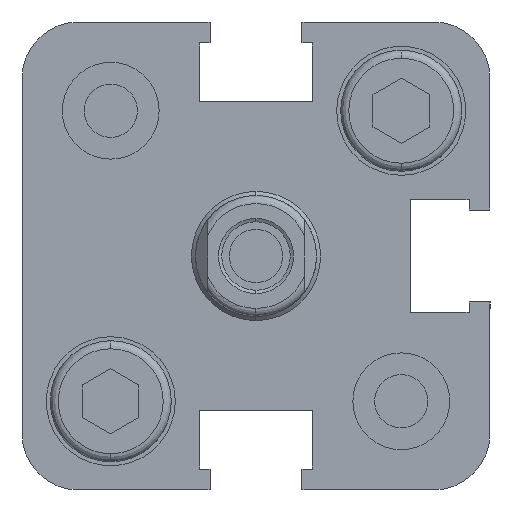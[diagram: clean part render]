
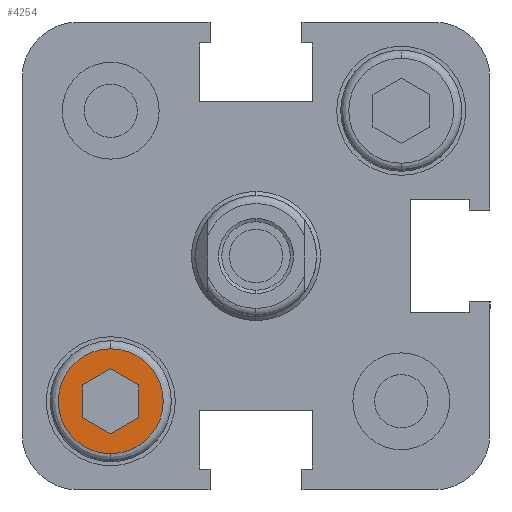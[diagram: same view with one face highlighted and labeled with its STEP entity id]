
A CAD part, left-side view. The second image highlights one B-rep face of the part: STEP entity #4254.
In plain terms, the highlighted planar face has unit normal (-1, 0, 0).
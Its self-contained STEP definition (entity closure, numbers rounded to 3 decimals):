
#93 = ORIENTED_EDGE ( 'NONE', *, *, #4370, .T. ) ;
#94 = ORIENTED_EDGE ( 'NONE', *, *, #4960, .T. ) ;
#95 = ORIENTED_EDGE ( 'NONE', *, *, #1022, .F. ) ;
#96 = ORIENTED_EDGE ( 'NONE', *, *, #1004, .F. ) ;
#97 = ORIENTED_EDGE ( 'NONE', *, *, #4403, .F. ) ;
#98 = ORIENTED_EDGE ( 'NONE', *, *, #981, .F. ) ;
#99 = ORIENTED_EDGE ( 'NONE', *, *, #928, .F. ) ;
#100 = ORIENTED_EDGE ( 'NONE', *, *, #956, .F. ) ;
#212 = EDGE_LOOP ( 'NONE', ( #95, #96, #97, #98, #99, #100 ) ) ;
#288 = EDGE_LOOP ( 'NONE', ( #93, #94 ) ) ;
#928 = EDGE_CURVE ( 'NONE', #1437, #1104, #1395, .T. ) ;
#956 = EDGE_CURVE ( 'NONE', #3863, #1437, #1450, .T. ) ;
#981 = EDGE_CURVE ( 'NONE', #1104, #3880, #1496, .T. ) ;
#1004 = EDGE_CURVE ( 'NONE', #1453, #3891, #1545, .T. ) ;
#1022 = EDGE_CURVE ( 'NONE', #3891, #3863, #1585, .T. ) ;
#1104 = VERTEX_POINT ( 'NONE', #2786 ) ;
#1389 = VECTOR ( 'NONE', #2410, 1000. ) ;
#1395 = LINE ( 'NONE', #2404, #1389 ) ;
#1437 = VERTEX_POINT ( 'NONE', #2836 ) ;
#1450 = LINE ( 'NONE', #2475, #1451 ) ;
#1451 = VECTOR ( 'NONE', #2476, 1000. ) ;
#1453 = VERTEX_POINT ( 'NONE', #2849 ) ;
#1496 = LINE ( 'NONE', #2524, #1502 ) ;
#1502 = VECTOR ( 'NONE', #2527, 1000. ) ;
#1545 = LINE ( 'NONE', #2586, #1547 ) ;
#1547 = VECTOR ( 'NONE', #2587, 1000. ) ;
#1582 = VECTOR ( 'NONE', #2634, 1000. ) ;
#1585 = LINE ( 'NONE', #2628, #1582 ) ;
#1943 = FACE_BOUND ( 'NONE', #212, .T. ) ;
#1972 = FACE_OUTER_BOUND ( 'NONE', #288, .T. ) ;
#2159 = CIRCLE ( 'NONE', #4768, 3.25 ) ;
#2210 = LINE ( 'NONE', #5415, #2211 ) ;
#2211 = VECTOR ( 'NONE', #5416, 1000. ) ;
#2404 = CARTESIAN_POINT ( 'NONE',  ( 0.5, 9., -11.021 ) ) ;
#2410 = DIRECTION ( 'NONE',  ( 0., -0.866, 0.5 ) ) ;
#2475 = CARTESIAN_POINT ( 'NONE',  ( 0.5, 10.75, -10.01 ) ) ;
#2476 = DIRECTION ( 'NONE',  ( 0., -0.866, -0.5 ) ) ;
#2524 = CARTESIAN_POINT ( 'NONE',  ( 0.5, 7.25, -10.01 ) ) ;
#2527 = DIRECTION ( 'NONE',  ( 0., 0., 1. ) ) ;
#2586 = CARTESIAN_POINT ( 'NONE',  ( 0.5, 9., -6.979 ) ) ;
#2587 = DIRECTION ( 'NONE',  ( 0., 0.866, -0.5 ) ) ;
#2628 = CARTESIAN_POINT ( 'NONE',  ( 0.5, 10.75, -7.99 ) ) ;
#2634 = DIRECTION ( 'NONE',  ( 0., 0., -1. ) ) ;
#2786 = CARTESIAN_POINT ( 'NONE',  ( 0.5, 7.25, -10.01 ) ) ;
#2836 = CARTESIAN_POINT ( 'NONE',  ( 0.5, 9., -11.021 ) ) ;
#2849 = CARTESIAN_POINT ( 'NONE',  ( 0.5, 9., -6.979 ) ) ;
#2911 = CARTESIAN_POINT ( 'NONE',  ( 0.5, 9., -12.25 ) ) ;
#2931 = CARTESIAN_POINT ( 'NONE',  ( 0.5, 10.75, -10.01 ) ) ;
#2948 = CARTESIAN_POINT ( 'NONE',  ( 0.5, 7.25, -7.99 ) ) ;
#2949 = CARTESIAN_POINT ( 'NONE',  ( 0.5, 9., -5.75 ) ) ;
#2959 = CARTESIAN_POINT ( 'NONE',  ( 0.5, 10.75, -7.99 ) ) ;
#3714 = CIRCLE ( 'NONE', #4806, 3.25 ) ;
#3842 = VERTEX_POINT ( 'NONE', #2911 ) ;
#3863 = VERTEX_POINT ( 'NONE', #2931 ) ;
#3880 = VERTEX_POINT ( 'NONE', #2948 ) ;
#3881 = VERTEX_POINT ( 'NONE', #2949 ) ;
#3891 = VERTEX_POINT ( 'NONE', #2959 ) ;
#4254 = ADVANCED_FACE ( 'NONE', ( #1972, #1943 ), #5004, .T. ) ;
#4370 = EDGE_CURVE ( 'NONE', #3881, #3842, #2159, .T. ) ;
#4403 = EDGE_CURVE ( 'NONE', #3880, #1453, #2210, .T. ) ;
#4706 = AXIS2_PLACEMENT_3D ( 'NONE', #4996, #5005, #5006 ) ;
#4768 = AXIS2_PLACEMENT_3D ( 'NONE', #5327, #5336, #5337 ) ;
#4806 = AXIS2_PLACEMENT_3D ( 'NONE', #5701, #5709, #5710 ) ;
#4960 = EDGE_CURVE ( 'NONE', #3842, #3881, #3714, .T. ) ;
#4996 = CARTESIAN_POINT ( 'NONE',  ( 0.5, 9., -9. ) ) ;
#5004 = PLANE ( 'NONE',  #4706 ) ;
#5005 = DIRECTION ( 'NONE',  ( -1., 0., 0. ) ) ;
#5006 = DIRECTION ( 'NONE',  ( 0., 0., 1. ) ) ;
#5327 = CARTESIAN_POINT ( 'NONE',  ( 0.5, 9., -9. ) ) ;
#5336 = DIRECTION ( 'NONE',  ( -1., 0., 0. ) ) ;
#5337 = DIRECTION ( 'NONE',  ( 0., 0., 1. ) ) ;
#5415 = CARTESIAN_POINT ( 'NONE',  ( 0.5, 7.25, -7.99 ) ) ;
#5416 = DIRECTION ( 'NONE',  ( 0., 0.866, 0.5 ) ) ;
#5701 = CARTESIAN_POINT ( 'NONE',  ( 0.5, 9., -9. ) ) ;
#5709 = DIRECTION ( 'NONE',  ( -1., 0., 0. ) ) ;
#5710 = DIRECTION ( 'NONE',  ( 0., 0., 1. ) ) ;
